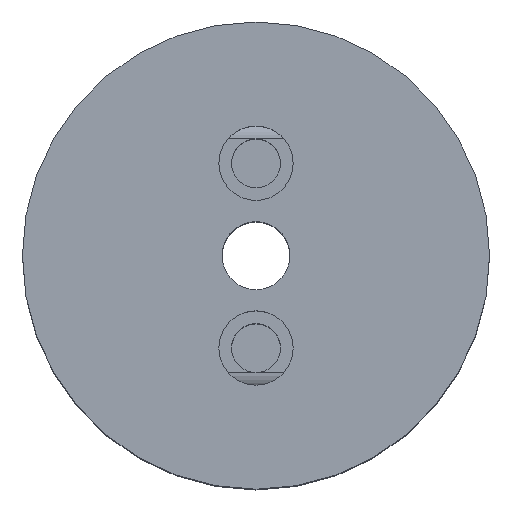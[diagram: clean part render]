
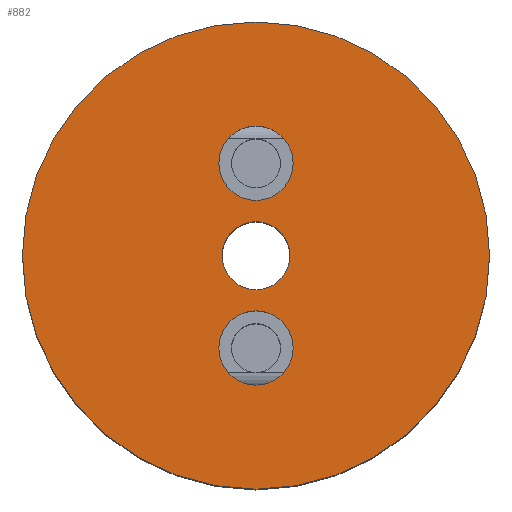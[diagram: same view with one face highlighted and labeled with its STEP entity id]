
A CAD part, top view. The second image highlights one B-rep face of the part: STEP entity #882.
In plain terms, the highlighted planar face has unit normal (0, 0, 1).
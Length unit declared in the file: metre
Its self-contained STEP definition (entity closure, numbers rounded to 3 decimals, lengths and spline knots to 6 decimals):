
#391=ORIENTED_EDGE('',*,*,#515,.F.);
#392=ORIENTED_EDGE('',*,*,#513,.F.);
#393=ORIENTED_EDGE('',*,*,#511,.T.);
#394=ORIENTED_EDGE('',*,*,#517,.F.);
#511=EDGE_CURVE('',#589,#589,#653,.T.);
#513=EDGE_CURVE('',#591,#591,#655,.T.);
#515=EDGE_CURVE('',#593,#593,#657,.T.);
#517=EDGE_CURVE('',#595,#595,#659,.T.);
#589=VERTEX_POINT('',#1566);
#591=VERTEX_POINT('',#1571);
#593=VERTEX_POINT('',#1576);
#595=VERTEX_POINT('',#1581);
#653=CIRCLE('',#1019,0.011);
#655=CIRCLE('',#1022,0.00175);
#657=CIRCLE('',#1025,0.00175);
#659=CIRCLE('',#1028,0.0016);
#729=EDGE_LOOP('',(#391));
#730=EDGE_LOOP('',(#392));
#731=EDGE_LOOP('',(#393));
#732=EDGE_LOOP('',(#394));
#805=FACE_BOUND('',#729,.T.);
#806=FACE_BOUND('',#730,.T.);
#807=FACE_BOUND('',#731,.T.);
#808=FACE_BOUND('',#732,.T.);
#828=PLANE('',#1030);
#882=ADVANCED_FACE('',(#805,#806,#807,#808),#828,.T.);
#1019=AXIS2_PLACEMENT_3D('',#1565,#1306,#1307);
#1022=AXIS2_PLACEMENT_3D('',#1570,#1312,#1313);
#1025=AXIS2_PLACEMENT_3D('',#1575,#1318,#1319);
#1028=AXIS2_PLACEMENT_3D('',#1580,#1324,#1325);
#1030=AXIS2_PLACEMENT_3D('',#1584,#1328,#1329);
#1306=DIRECTION('',(0.,0.,1.));
#1307=DIRECTION('',(1.,0.,0.));
#1312=DIRECTION('',(0.,0.,1.));
#1313=DIRECTION('',(1.,0.,0.));
#1318=DIRECTION('',(0.,0.,1.));
#1319=DIRECTION('',(1.,0.,0.));
#1324=DIRECTION('',(0.,0.,1.));
#1325=DIRECTION('',(1.,0.,0.));
#1328=DIRECTION('',(0.,0.,1.));
#1329=DIRECTION('',(1.,0.,0.));
#1565=CARTESIAN_POINT('',(0.,0.,0.021));
#1566=CARTESIAN_POINT('',(0.011,0.,0.021));
#1570=CARTESIAN_POINT('',(0.,-0.00435,0.021));
#1571=CARTESIAN_POINT('',(0.00175,-0.00435,0.021));
#1575=CARTESIAN_POINT('',(0.,0.00435,0.021));
#1576=CARTESIAN_POINT('',(0.00175,0.00435,0.021));
#1580=CARTESIAN_POINT('',(0.,0.,0.021));
#1581=CARTESIAN_POINT('',(0.0016,0.,0.021));
#1584=CARTESIAN_POINT('',(0.,0.,0.021));
